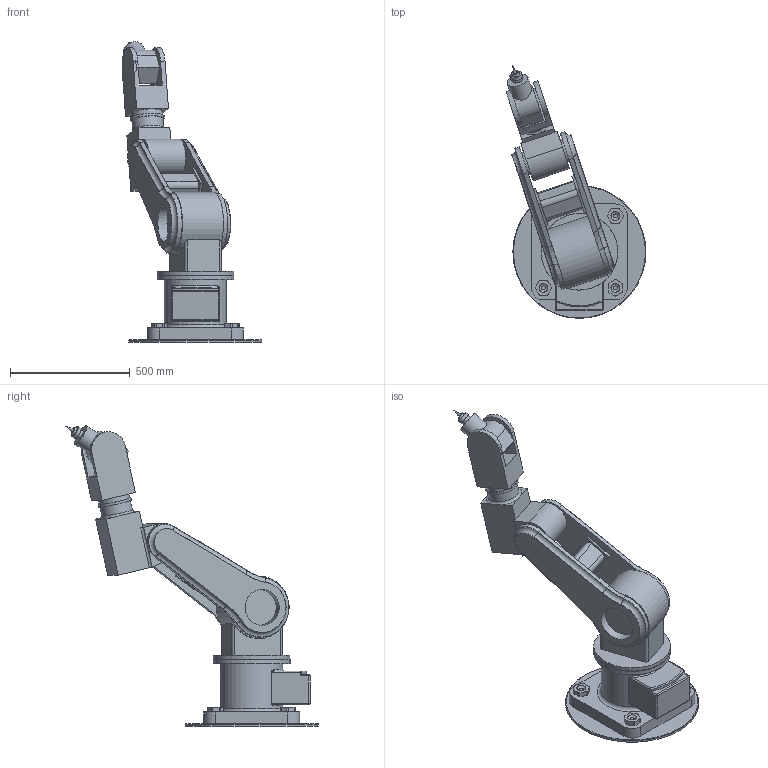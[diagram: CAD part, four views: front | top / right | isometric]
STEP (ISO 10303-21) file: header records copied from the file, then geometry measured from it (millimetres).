
FILE_DESCRIPTION(/* description */ ('STEP AP242','CAx-IF Rec.Pracs.---Representation and Presentation of Product Manufacturing Information (PMI)---4.0---2014-10-13','CAx-IF Rec.Pracs.---3D Tessellated Geometry---0.4---2014-09-14','2;1'),/* implementation_level */ '2;1');
FILE_NAME(/* name */ '687c0ae17248d3385c7d78a2',/* time_stamp */ '2025-07-19T21:15:15Z',/* author */ (''),/* organization */ (''),/* preprocessor_version */ 'ST-DEVELOPER v20',/* originating_system */ 'ONSHAPE BY PTC INC, 1.201',/* authorisation */ ' ');
FILE_SCHEMA (('AP242_MANAGED_MODEL_BASED_3D_ENGINEERING_MIM_LF { 1 0 10303 442 1 1 4 }'));
Length unit declared in the file: metre
Products named in the file (9): Assembly 1; Part 1; Part 3; Part 2
Assembly tree (8 placements, depth 2):
  Assembly 1
    Part 1
    Part 1
    Part 3
    Part 1
    Part 2
    Part 2
    Part 1
    Part 1
Bounding box: 583.47 x 1052.58 x 1253.21 mm (x, y, z)
Volume: 61694944.2 mm3; surface area: 3183392.4 mm2
Topology: 8 solids, 8 shells, 251 faces, 580 edges, 367 vertices
Faces by surface type: plane 121, cylinder 99, torus 19, sphere 6, bspline 4, cone 2
Full cylindrical faces by diameter (mm): 40 x1, 50 x1, 90 x1, 100 x4, 130 x2, 140 x1, 150 x4, 200 x2, 260 x2, 320 x2, 555 x1
Entity records: 7444 total; most frequent: CARTESIAN_POINT 1518, DIRECTION 1249, ORIENTED_EDGE 1084, EDGE_CURVE 542, AXIS2_PLACEMENT_3D 476, VERTEX_POINT 367, FACE_BOUND 323, EDGE_LOOP 322
